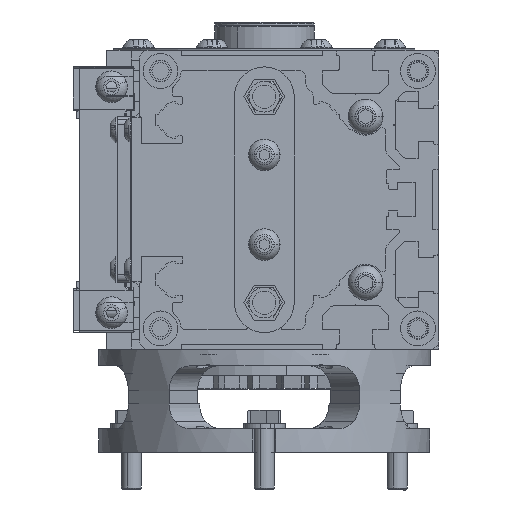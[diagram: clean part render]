
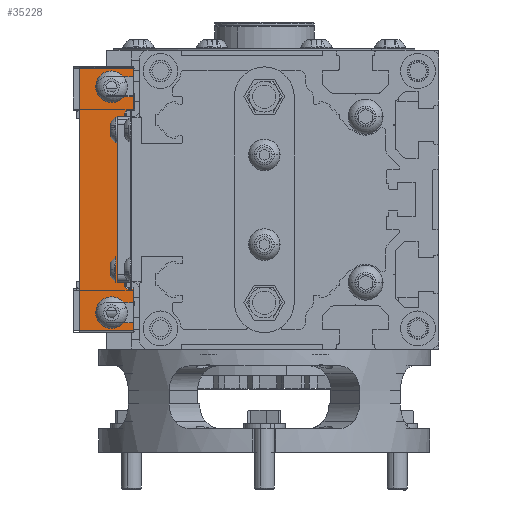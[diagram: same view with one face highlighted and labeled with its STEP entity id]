
A CAD part, left-side view. The second image highlights one B-rep face of the part: STEP entity #35228.
In plain terms, the highlighted planar face has unit normal (-1, 0, 0).
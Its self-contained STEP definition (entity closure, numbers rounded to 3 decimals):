
#42 = ORIENTED_EDGE ( 'NONE', *, *, #28446, .F. ) ;
#359 = CIRCLE ( 'NONE', #47915, 3. ) ;
#482 = CARTESIAN_POINT ( 'NONE',  ( -377.47, 64.656, 31. ) ) ;
#1662 = DIRECTION ( 'NONE',  ( 1., 0., 0. ) ) ;
#1954 = LINE ( 'NONE', #3064, #13326 ) ;
#2398 = EDGE_CURVE ( 'NONE', #18435, #23337, #50778, .T. ) ;
#2876 = DIRECTION ( 'NONE',  ( 0., 0., -1. ) ) ;
#3064 = CARTESIAN_POINT ( 'NONE',  ( -377.47, 66.156, -39.5 ) ) ;
#3356 = VECTOR ( 'NONE', #29928, 1000. ) ;
#3561 = CIRCLE ( 'NONE', #19888, 1. ) ;
#3976 = CARTESIAN_POINT ( 'NONE',  ( -377.47, 69.656, 37. ) ) ;
#4132 = DIRECTION ( 'NONE',  ( 0., -1., 0. ) ) ;
#4217 = ORIENTED_EDGE ( 'NONE', *, *, #38428, .F. ) ;
#4492 = ORIENTED_EDGE ( 'NONE', *, *, #54187, .F. ) ;
#4823 = DIRECTION ( 'NONE',  ( 0., -1., 0. ) ) ;
#5089 = VECTOR ( 'NONE', #20134, 1000. ) ;
#5630 = CARTESIAN_POINT ( 'NONE',  ( -377.47, 62.531, 27. ) ) ;
#5710 = DIRECTION ( 'NONE',  ( -1., 0., 0. ) ) ;
#6118 = CARTESIAN_POINT ( 'NONE',  ( -377.47, 78.531, 39.5 ) ) ;
#6756 = VECTOR ( 'NONE', #4132, 1000. ) ;
#7325 = DIRECTION ( 'NONE',  ( 0., -1., 0. ) ) ;
#7373 = DIRECTION ( 'NONE',  ( -1., 0., 0. ) ) ;
#8309 = LINE ( 'NONE', #22863, #41223 ) ;
#8690 = VECTOR ( 'NONE', #22647, 1000. ) ;
#8781 = ORIENTED_EDGE ( 'NONE', *, *, #37180, .F. ) ;
#8852 = VERTEX_POINT ( 'NONE', #26863 ) ;
#9146 = CARTESIAN_POINT ( 'NONE',  ( -377.47, 62.531, 20. ) ) ;
#9891 = EDGE_CURVE ( 'NONE', #26571, #12104, #19941, .T. ) ;
#9893 = CARTESIAN_POINT ( 'NONE',  ( -377.47, 70.531, 31. ) ) ;
#10278 = CARTESIAN_POINT ( 'NONE',  ( -377.47, 62.531, -31. ) ) ;
#11063 = VERTEX_POINT ( 'NONE', #24582 ) ;
#11199 = VERTEX_POINT ( 'NONE', #21454 ) ;
#11655 = VECTOR ( 'NONE', #7325, 1000. ) ;
#12104 = VERTEX_POINT ( 'NONE', #16530 ) ;
#12288 = FACE_OUTER_BOUND ( 'NONE', #39777, .T. ) ;
#12799 = AXIS2_PLACEMENT_3D ( 'NONE', #45436, #19579, #49740 ) ;
#13326 = VECTOR ( 'NONE', #46093, 1000. ) ;
#13656 = ORIENTED_EDGE ( 'NONE', *, *, #24305, .F. ) ;
#13671 = CARTESIAN_POINT ( 'NONE',  ( -377.47, 70.531, -31. ) ) ;
#13725 = VECTOR ( 'NONE', #33957, 1000. ) ;
#14024 = ORIENTED_EDGE ( 'NONE', *, *, #25759, .F. ) ;
#14088 = CARTESIAN_POINT ( 'NONE',  ( -377.47, 66.156, 27. ) ) ;
#14391 = VERTEX_POINT ( 'NONE', #33864 ) ;
#14976 = VECTOR ( 'NONE', #28944, 1000. ) ;
#16530 = CARTESIAN_POINT ( 'NONE',  ( -377.47, 62.531, -39.5 ) ) ;
#16889 = VERTEX_POINT ( 'NONE', #9893 ) ;
#17647 = EDGE_CURVE ( 'NONE', #27733, #11063, #359, .T. ) ;
#17844 = LINE ( 'NONE', #9146, #19196 ) ;
#18435 = VERTEX_POINT ( 'NONE', #31280 ) ;
#18546 = CARTESIAN_POINT ( 'NONE',  ( -377.47, 64.031, 27. ) ) ;
#18737 = VERTEX_POINT ( 'NONE', #6118 ) ;
#19196 = VECTOR ( 'NONE', #43511, 1000. ) ;
#19579 = DIRECTION ( 'NONE',  ( -1., 0., 0. ) ) ;
#19888 = AXIS2_PLACEMENT_3D ( 'NONE', #48204, #22292, #52478 ) ;
#19941 = LINE ( 'NONE', #28506, #52952 ) ;
#20026 = LINE ( 'NONE', #14088, #8690 ) ;
#20134 = DIRECTION ( 'NONE',  ( 0., 0., -1. ) ) ;
#21454 = CARTESIAN_POINT ( 'NONE',  ( -377.47, 78.531, -39.5 ) ) ;
#21532 = EDGE_CURVE ( 'NONE', #16889, #18435, #45746, .T. ) ;
#22292 = DIRECTION ( 'NONE',  ( -1., 0., 0. ) ) ;
#22518 = CIRCLE ( 'NONE', #51849, 3. ) ;
#22647 = DIRECTION ( 'NONE',  ( 0., 1., 0. ) ) ;
#22819 = EDGE_CURVE ( 'NONE', #46020, #31713, #26647, .T. ) ;
#22863 = CARTESIAN_POINT ( 'NONE',  ( -377.47, 65.031, 0. ) ) ;
#23337 = VERTEX_POINT ( 'NONE', #5630 ) ;
#24059 = VECTOR ( 'NONE', #4823, 1000. ) ;
#24246 = CARTESIAN_POINT ( 'NONE',  ( -377.47, 62.531, 20. ) ) ;
#24289 = CARTESIAN_POINT ( 'NONE',  ( -377.47, 66.156, -27. ) ) ;
#24305 = EDGE_CURVE ( 'NONE', #23337, #50090, #20026, .T. ) ;
#24331 = LINE ( 'NONE', #24289, #11655 ) ;
#24340 = ORIENTED_EDGE ( 'NONE', *, *, #9891, .F. ) ;
#24582 = CARTESIAN_POINT ( 'NONE',  ( -377.47, 70.531, -37. ) ) ;
#25039 = CARTESIAN_POINT ( 'NONE',  ( -377.47, 62.531, -27. ) ) ;
#25438 = CARTESIAN_POINT ( 'NONE',  ( -377.47, 74.406, 39.5 ) ) ;
#25759 = EDGE_CURVE ( 'NONE', #52795, #16889, #22518, .T. ) ;
#26372 = CARTESIAN_POINT ( 'NONE',  ( -377.47, 62.531, 20. ) ) ;
#26571 = VERTEX_POINT ( 'NONE', #42232 ) ;
#26647 = CIRCLE ( 'NONE', #12799, 1. ) ;
#26752 = EDGE_CURVE ( 'NONE', #8852, #35644, #17844, .T. ) ;
#26863 = CARTESIAN_POINT ( 'NONE',  ( -377.47, 62.531, 39.5 ) ) ;
#27213 = DIRECTION ( 'NONE',  ( 0., 0., -1. ) ) ;
#27714 = LINE ( 'NONE', #50442, #14976 ) ;
#27733 = VERTEX_POINT ( 'NONE', #13671 ) ;
#27834 = LINE ( 'NONE', #24246, #5089 ) ;
#28446 = EDGE_CURVE ( 'NONE', #31713, #33406, #24331, .T. ) ;
#28506 = CARTESIAN_POINT ( 'NONE',  ( -377.47, 62.531, 20. ) ) ;
#28944 = DIRECTION ( 'NONE',  ( 0., -1., 0. ) ) ;
#29443 = ORIENTED_EDGE ( 'NONE', *, *, #45153, .F. ) ;
#29928 = DIRECTION ( 'NONE',  ( 0., 0., 1. ) ) ;
#30147 = EDGE_CURVE ( 'NONE', #18737, #8852, #49773, .T. ) ;
#30972 = ORIENTED_EDGE ( 'NONE', *, *, #2398, .F. ) ;
#31032 = DIRECTION ( 'NONE',  ( 0., 1., 0. ) ) ;
#31280 = CARTESIAN_POINT ( 'NONE',  ( -377.47, 62.531, 31. ) ) ;
#31378 = CARTESIAN_POINT ( 'NONE',  ( -377.47, 70.531, 34. ) ) ;
#31643 = DIRECTION ( 'NONE',  ( 0., 0., 1. ) ) ;
#31713 = VERTEX_POINT ( 'NONE', #46811 ) ;
#33055 = CARTESIAN_POINT ( 'NONE',  ( -377.47, 70.531, -34. ) ) ;
#33406 = VERTEX_POINT ( 'NONE', #25039 ) ;
#33721 = ORIENTED_EDGE ( 'NONE', *, *, #44984, .F. ) ;
#33864 = CARTESIAN_POINT ( 'NONE',  ( -377.47, 65.031, 26. ) ) ;
#33957 = DIRECTION ( 'NONE',  ( 0., 1., 0. ) ) ;
#34366 = ORIENTED_EDGE ( 'NONE', *, *, #30147, .F. ) ;
#35228 = ADVANCED_FACE ( 'NONE', ( #12288 ), #48825, .F. ) ;
#35644 = VERTEX_POINT ( 'NONE', #47645 ) ;
#35681 = DIRECTION ( 'NONE',  ( 0., 1., 0. ) ) ;
#35692 = EDGE_CURVE ( 'NONE', #50090, #14391, #3561, .T. ) ;
#36539 = ORIENTED_EDGE ( 'NONE', *, *, #35692, .F. ) ;
#36883 = DIRECTION ( 'NONE',  ( 0., 0., -1. ) ) ;
#37180 = EDGE_CURVE ( 'NONE', #11199, #18737, #37572, .T. ) ;
#37391 = DIRECTION ( 'NONE',  ( 0., 1., 0. ) ) ;
#37572 = LINE ( 'NONE', #55520, #3356 ) ;
#38428 = EDGE_CURVE ( 'NONE', #12104, #11199, #1954, .T. ) ;
#38995 = VECTOR ( 'NONE', #31032, 1000. ) ;
#39517 = CARTESIAN_POINT ( 'NONE',  ( -377.47, 69.656, -31. ) ) ;
#39777 = EDGE_LOOP ( 'NONE', ( #48002, #14024, #54944, #39934, #34366, #8781, #4217, #24340, #33721, #45978, #4492, #53807, #42, #53306, #29443, #36539, #13656, #30972 ) ) ;
#39934 = ORIENTED_EDGE ( 'NONE', *, *, #26752, .F. ) ;
#41223 = VECTOR ( 'NONE', #27213, 1000. ) ;
#42232 = CARTESIAN_POINT ( 'NONE',  ( -377.47, 62.531, -37. ) ) ;
#43511 = DIRECTION ( 'NONE',  ( 0., 0., -1. ) ) ;
#44408 = CARTESIAN_POINT ( 'NONE',  ( -377.47, 70.531, 37. ) ) ;
#44984 = EDGE_CURVE ( 'NONE', #11063, #26571, #27714, .T. ) ;
#45153 = EDGE_CURVE ( 'NONE', #14391, #46020, #8309, .T. ) ;
#45197 = AXIS2_PLACEMENT_3D ( 'NONE', #53098, #1662, #31643 ) ;
#45436 = CARTESIAN_POINT ( 'NONE',  ( -377.47, 64.031, -26. ) ) ;
#45746 = LINE ( 'NONE', #482, #24059 ) ;
#45978 = ORIENTED_EDGE ( 'NONE', *, *, #17647, .F. ) ;
#46020 = VERTEX_POINT ( 'NONE', #52727 ) ;
#46093 = DIRECTION ( 'NONE',  ( 0., 1., 0. ) ) ;
#46530 = EDGE_CURVE ( 'NONE', #35644, #52795, #49447, .T. ) ;
#46811 = CARTESIAN_POINT ( 'NONE',  ( -377.47, 64.031, -27. ) ) ;
#47645 = CARTESIAN_POINT ( 'NONE',  ( -377.47, 62.531, 37. ) ) ;
#47915 = AXIS2_PLACEMENT_3D ( 'NONE', #33055, #7373, #37391 ) ;
#48002 = ORIENTED_EDGE ( 'NONE', *, *, #21532, .F. ) ;
#48204 = CARTESIAN_POINT ( 'NONE',  ( -377.47, 64.031, 26. ) ) ;
#48825 = PLANE ( 'NONE',  #45197 ) ;
#49440 = VECTOR ( 'NONE', #36883, 1000. ) ;
#49447 = LINE ( 'NONE', #3976, #13725 ) ;
#49740 = DIRECTION ( 'NONE',  ( 0., 0.707, -0.707 ) ) ;
#49773 = LINE ( 'NONE', #25438, #6756 ) ;
#50090 = VERTEX_POINT ( 'NONE', #18546 ) ;
#50442 = CARTESIAN_POINT ( 'NONE',  ( -377.47, 64.656, -37. ) ) ;
#50462 = LINE ( 'NONE', #39517, #38995 ) ;
#50754 = EDGE_CURVE ( 'NONE', #33406, #53707, #27834, .T. ) ;
#50778 = LINE ( 'NONE', #26372, #49440 ) ;
#51849 = AXIS2_PLACEMENT_3D ( 'NONE', #31378, #5710, #35681 ) ;
#52478 = DIRECTION ( 'NONE',  ( 0., 0.707, 0.707 ) ) ;
#52727 = CARTESIAN_POINT ( 'NONE',  ( -377.47, 65.031, -26. ) ) ;
#52795 = VERTEX_POINT ( 'NONE', #44408 ) ;
#52952 = VECTOR ( 'NONE', #2876, 1000. ) ;
#53098 = CARTESIAN_POINT ( 'NONE',  ( -377.47, 70.281, 0. ) ) ;
#53306 = ORIENTED_EDGE ( 'NONE', *, *, #22819, .F. ) ;
#53707 = VERTEX_POINT ( 'NONE', #10278 ) ;
#53807 = ORIENTED_EDGE ( 'NONE', *, *, #50754, .F. ) ;
#54187 = EDGE_CURVE ( 'NONE', #53707, #27733, #50462, .T. ) ;
#54944 = ORIENTED_EDGE ( 'NONE', *, *, #46530, .F. ) ;
#55520 = CARTESIAN_POINT ( 'NONE',  ( -377.47, 78.531, -40. ) ) ;
